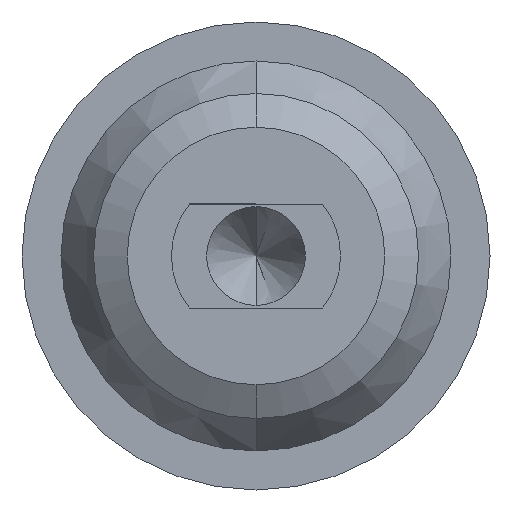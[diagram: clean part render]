
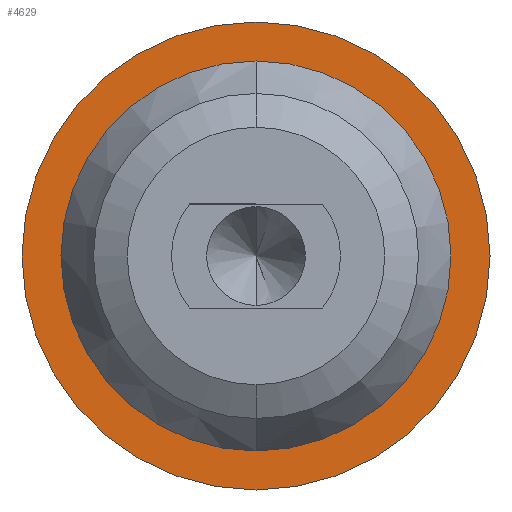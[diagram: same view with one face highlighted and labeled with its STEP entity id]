
A CAD part, front view. The second image highlights one B-rep face of the part: STEP entity #4629.
In plain terms, the highlighted planar face has unit normal (0, -1, 0).
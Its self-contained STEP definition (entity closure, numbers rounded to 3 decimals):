
#82 = AXIS2_PLACEMENT_3D ( 'NONE', #577, #5211, #2711 ) ;
#130 = DIRECTION ( 'NONE',  ( 0., 0., -1. ) ) ;
#334 = DIRECTION ( 'NONE',  ( 0., -1., 0. ) ) ;
#409 = EDGE_LOOP ( 'NONE', ( #2933, #4835 ) ) ;
#482 = VERTEX_POINT ( 'NONE', #4495 ) ;
#547 = DIRECTION ( 'NONE',  ( 0., -1., 0. ) ) ;
#577 = CARTESIAN_POINT ( 'NONE',  ( 0., 27.8, 0. ) ) ;
#703 = CARTESIAN_POINT ( 'NONE',  ( 1.5, 27.8, 0. ) ) ;
#774 = EDGE_CURVE ( 'Defeature ausgef�hrt5_5+Defeature ausgef�hrt5_3+Defeature ausgef�hrt5_3+Defeature ausgef�hrt5_3', #4544, #4039, #836, .T. ) ;
#836 = CIRCLE ( 'NONE', #82, 1.8 ) ;
#957 = EDGE_CURVE ( 'Defeature ausgef�hrt5_6+Defeature ausgef�hrt5_5+Defeature ausgef�hrt5_5+Defeature ausgef�hrt5_5', #482, #3832, #1895, .T. ) ;
#1025 = FACE_BOUND ( 'NONE', #3162, .T. ) ;
#1344 = DIRECTION ( 'NONE',  ( 0., -1., 0. ) ) ;
#1383 = CIRCLE ( 'NONE', #5299, 1.5 ) ;
#1547 = ORIENTED_EDGE ( 'NONE', *, *, #957, .F. ) ;
#1550 = CIRCLE ( 'NONE', #5095, 1.8 ) ;
#1571 = AXIS2_PLACEMENT_3D ( 'NONE', #703, #3252, #1946 ) ;
#1852 = ORIENTED_EDGE ( 'NONE', *, *, #5459, .F. ) ;
#1895 = CIRCLE ( 'NONE', #2835, 1.5 ) ;
#1946 = DIRECTION ( 'NONE',  ( 0., 0., -1. ) ) ;
#1968 = PLANE ( 'NONE',  #1571 ) ;
#2248 = CARTESIAN_POINT ( 'NONE',  ( 0., 27.8, -1.8 ) ) ;
#2458 = DIRECTION ( 'NONE',  ( 0., 0., -1. ) ) ;
#2669 = CARTESIAN_POINT ( 'NONE',  ( 0., 27.8, 0. ) ) ;
#2711 = DIRECTION ( 'NONE',  ( 0., 0., -1. ) ) ;
#2835 = AXIS2_PLACEMENT_3D ( 'NONE', #4409, #1344, #4707 ) ;
#2933 = ORIENTED_EDGE ( 'NONE', *, *, #3851, .T. ) ;
#3162 = EDGE_LOOP ( 'NONE', ( #1852, #1547 ) ) ;
#3233 = CARTESIAN_POINT ( 'NONE',  ( 0., 27.8, -1.5 ) ) ;
#3252 = DIRECTION ( 'NONE',  ( 0., -1., 0. ) ) ;
#3832 = VERTEX_POINT ( 'NONE', #3233 ) ;
#3851 = EDGE_CURVE ( 'Defeature ausgef�hrt5_5+Defeature ausgef�hrt5_3+Defeature ausgef�hrt5_3+Defeature ausgef�hrt5_3', #4039, #4544, #1550, .T. ) ;
#4039 = VERTEX_POINT ( 'NONE', #2248 ) ;
#4409 = CARTESIAN_POINT ( 'NONE',  ( 0., 27.8, 0. ) ) ;
#4495 = CARTESIAN_POINT ( 'NONE',  ( 0., 27.8, 1.5 ) ) ;
#4527 = CARTESIAN_POINT ( 'NONE',  ( 0., 27.8, 0. ) ) ;
#4544 = VERTEX_POINT ( 'NONE', #5269 ) ;
#4629 = ADVANCED_FACE ( 'Defeature ausgef�hrt5_5', ( #5035, #1025 ), #1968, .T. ) ;
#4707 = DIRECTION ( 'NONE',  ( 0., 0., -1. ) ) ;
#4835 = ORIENTED_EDGE ( 'NONE', *, *, #774, .T. ) ;
#5035 = FACE_OUTER_BOUND ( 'NONE', #409, .T. ) ;
#5095 = AXIS2_PLACEMENT_3D ( 'NONE', #4527, #334, #2458 ) ;
#5211 = DIRECTION ( 'NONE',  ( 0., -1., 0. ) ) ;
#5269 = CARTESIAN_POINT ( 'NONE',  ( 0., 27.8, 1.8 ) ) ;
#5299 = AXIS2_PLACEMENT_3D ( 'NONE', #2669, #547, #130 ) ;
#5459 = EDGE_CURVE ( 'Defeature ausgef�hrt5_6+Defeature ausgef�hrt5_5+Defeature ausgef�hrt5_5+Defeature ausgef�hrt5_5', #3832, #482, #1383, .T. ) ;
